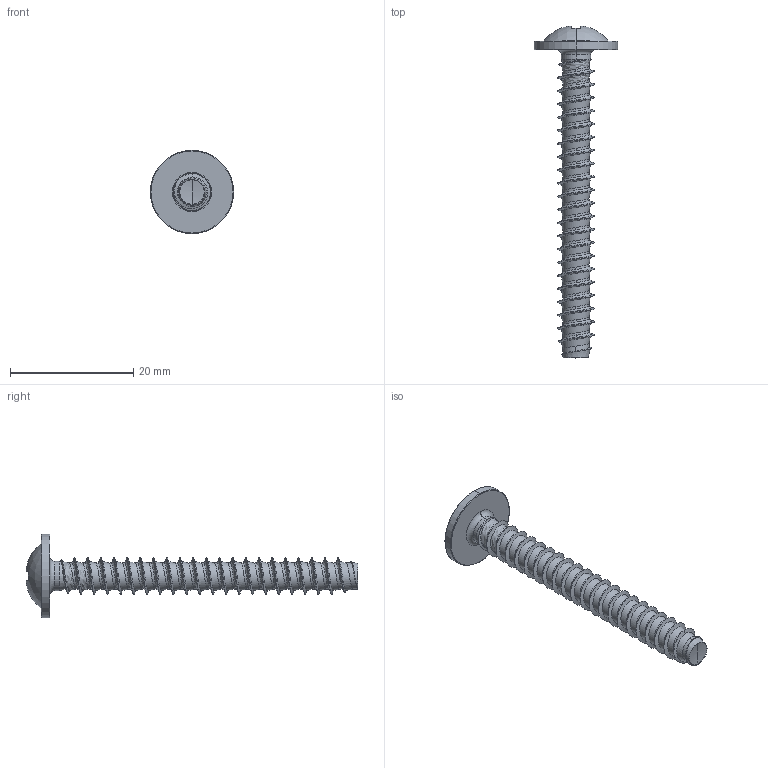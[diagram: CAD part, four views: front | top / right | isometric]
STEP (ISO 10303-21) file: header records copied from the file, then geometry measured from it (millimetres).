
FILE_DESCRIPTION (( 'STEP AP203' ), '1' );
FILE_NAME ('STP210600500.STEP', '2017-08-15T01:59:16', ( '' ), ( '' ), 'SwSTEP 2.0', 'SolidWorks 2015', '' );
FILE_SCHEMA (( 'CONFIG_CONTROL_DESIGN' ));
Length unit declared in the file: millimetre
Products named in the file (1): STP210600500
Bounding box: 13.5 x 53.88 x 13.5 mm (x, y, z)
Volume: 1141.9 mm3; surface area: 1497.8 mm2
Topology: 1 solids, 1 shells, 217 faces, 532 edges, 318 vertices
Faces by surface type: cylinder 72, bspline 55, plane 31, torus 30, sphere 20, cone 9
Entity records: 39885 total; most frequent: CARTESIAN_POINT 35316, ORIENTED_EDGE 1060, DIRECTION 821, EDGE_CURVE 530, AXIS2_PLACEMENT_3D 352, VERTEX_POINT 318, EDGE_LOOP 220, ADVANCED_FACE 217
